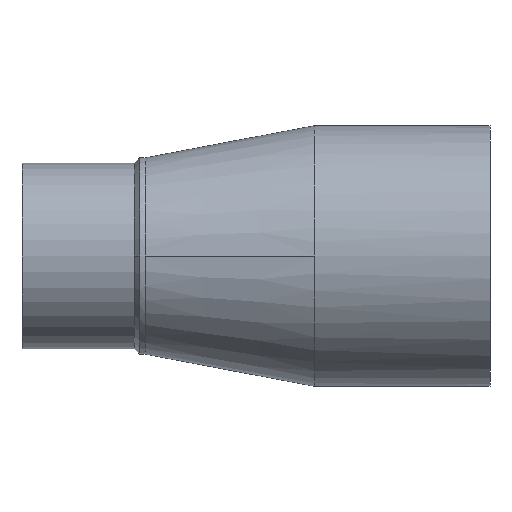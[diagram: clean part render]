
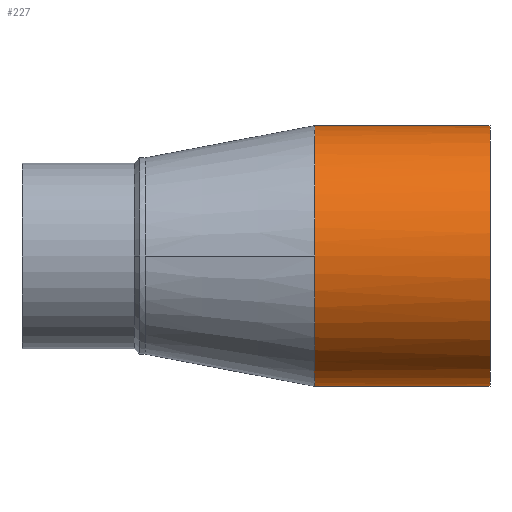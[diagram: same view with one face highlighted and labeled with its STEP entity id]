
A CAD part, front view. The second image highlights one B-rep face of the part: STEP entity #227.
In plain terms, the highlighted cylindrical face has radius 112.5 mm (diameter 225 mm), a partial arc.
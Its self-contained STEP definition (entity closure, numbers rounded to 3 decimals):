
#145 = EDGE_CURVE( '', #249, #157, #362, .T. );
#149 = EDGE_CURVE( '', #285, #315, #367, .T. );
#157 = VERTEX_POINT( '', #375 );
#209 = EDGE_CURVE( '', #315, #249, #432, .T. );
#227 = ADVANCED_FACE( '', ( #451 ), #452, .T. );
#249 = VERTEX_POINT( '', #476 );
#269 = EDGE_CURVE( '', #157, #301, #496, .T. );
#285 = VERTEX_POINT( '', #516 );
#297 = EDGE_CURVE( '', #301, #285, #528, .T. );
#301 = VERTEX_POINT( '', #532 );
#315 = VERTEX_POINT( '', #547 );
#362 = LINE( '', #645, #646 );
#367 = LINE( '', #652, #653 );
#375 = CARTESIAN_POINT( '', ( 252.5, 0., 112.5 ) );
#432 = CIRCLE( '', #1316, 112.5 );
#451 = FACE_OUTER_BOUND( '', #1374, .T. );
#452 = CYLINDRICAL_SURFACE( '', #1375, 112.5 );
#476 = CARTESIAN_POINT( '', ( 404., 0., 112.5 ) );
#496 = B_SPLINE_CURVE_WITH_KNOTS( '', 3, ( #1489, #1490, #1491, #1492, #1493, #1494, #1495, #1496, #1497, #1498, #1499 ), .UNSPECIFIED., .F., .F., ( 4, 1, 1, 1, 1, 1, 1, 1, 4 ), ( 1.571, 1.767, 1.963, 2.16, 2.356, 2.553, 2.749, 2.945, 3.142 ), .UNSPECIFIED. );
#516 = CARTESIAN_POINT( '', ( 252.5, 0., -112.5 ) );
#528 = B_SPLINE_CURVE_WITH_KNOTS( '', 3, ( #2074, #2075, #2076, #2077, #2078, #2079, #2080, #2081, #2082, #2083, #2084 ), .UNSPECIFIED., .F., .F., ( 4, 1, 1, 1, 1, 1, 1, 1, 4 ), ( 3.142, 3.338, 3.534, 3.731, 3.927, 4.123, 4.32, 4.516, 4.712 ), .UNSPECIFIED. );
#532 = CARTESIAN_POINT( '', ( 252.5, -112.5, 0. ) );
#547 = CARTESIAN_POINT( '', ( 404., 0., -112.5 ) );
#645 = CARTESIAN_POINT( '', ( 252.5, 0., 112.5 ) );
#646 = VECTOR( '', #2136, 1. );
#652 = CARTESIAN_POINT( '', ( 252.5, 0., -112.5 ) );
#653 = VECTOR( '', #2146, 1. );
#1316 = AXIS2_PLACEMENT_3D( '', #2214, #2215, #2216 );
#1374 = EDGE_LOOP( '', ( #2228, #2229, #2230, #2231, #2232 ) );
#1375 = AXIS2_PLACEMENT_3D( '', #2233, #2234, #2235 );
#1489 = CARTESIAN_POINT( '', ( 252.5, 0., 112.5 ) );
#1490 = CARTESIAN_POINT( '', ( 252.5, -7.363, 112.5 ) );
#1491 = CARTESIAN_POINT( '', ( 252.5, -22.089, 111.05 ) );
#1492 = CARTESIAN_POINT( '', ( 252.5, -43.329, 104.606 ) );
#1493 = CARTESIAN_POINT( '', ( 252.5, -62.905, 94.143 ) );
#1494 = CARTESIAN_POINT( '', ( 252.5, -80.062, 80.062 ) );
#1495 = CARTESIAN_POINT( '', ( 252.5, -94.143, 62.905 ) );
#1496 = CARTESIAN_POINT( '', ( 252.5, -104.606, 43.329 ) );
#1497 = CARTESIAN_POINT( '', ( 252.5, -111.05, 22.089 ) );
#1498 = CARTESIAN_POINT( '', ( 252.5, -112.5, 7.363 ) );
#1499 = CARTESIAN_POINT( '', ( 252.5, -112.5, 0. ) );
#2074 = CARTESIAN_POINT( '', ( 252.5, -112.5, 0. ) );
#2075 = CARTESIAN_POINT( '', ( 252.5, -112.5, -7.363 ) );
#2076 = CARTESIAN_POINT( '', ( 252.5, -111.05, -22.089 ) );
#2077 = CARTESIAN_POINT( '', ( 252.5, -104.606, -43.329 ) );
#2078 = CARTESIAN_POINT( '', ( 252.5, -94.143, -62.905 ) );
#2079 = CARTESIAN_POINT( '', ( 252.5, -80.062, -80.062 ) );
#2080 = CARTESIAN_POINT( '', ( 252.5, -62.905, -94.143 ) );
#2081 = CARTESIAN_POINT( '', ( 252.5, -43.329, -104.606 ) );
#2082 = CARTESIAN_POINT( '', ( 252.5, -22.089, -111.05 ) );
#2083 = CARTESIAN_POINT( '', ( 252.5, -7.363, -112.5 ) );
#2084 = CARTESIAN_POINT( '', ( 252.5, 0., -112.5 ) );
#2136 = DIRECTION( '', ( -1., 0., 0. ) );
#2146 = DIRECTION( '', ( 1., 0., 0. ) );
#2214 = CARTESIAN_POINT( '', ( 404., 0., 0. ) );
#2215 = DIRECTION( '', ( -1., 0., 0. ) );
#2216 = DIRECTION( '', ( 0., 0., -1. ) );
#2228 = ORIENTED_EDGE( '', *, *, #149, .T. );
#2229 = ORIENTED_EDGE( '', *, *, #209, .T. );
#2230 = ORIENTED_EDGE( '', *, *, #145, .T. );
#2231 = ORIENTED_EDGE( '', *, *, #269, .T. );
#2232 = ORIENTED_EDGE( '', *, *, #297, .T. );
#2233 = CARTESIAN_POINT( '', ( 252.5, 0., 0. ) );
#2234 = DIRECTION( '', ( -1., 0., 0. ) );
#2235 = DIRECTION( '', ( 0., 0., -1. ) );
